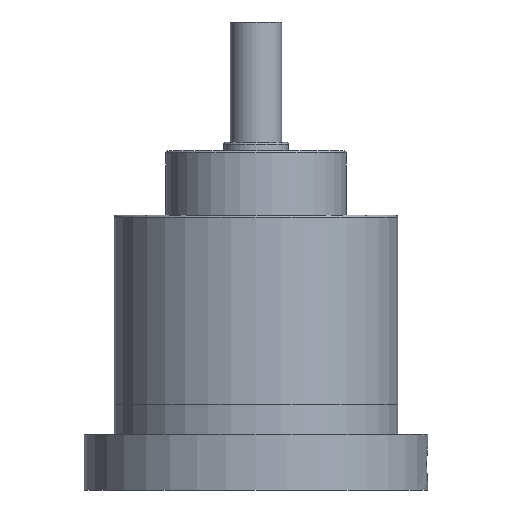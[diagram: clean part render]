
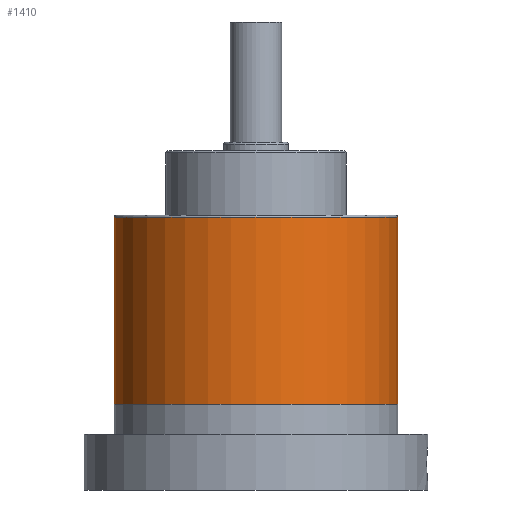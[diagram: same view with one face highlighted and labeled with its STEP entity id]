
A CAD part, front view. The second image highlights one B-rep face of the part: STEP entity #1410.
In plain terms, the highlighted cylindrical face has radius 33 mm (diameter 66 mm), a partial arc.
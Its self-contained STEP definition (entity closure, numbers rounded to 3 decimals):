
#35 = DIRECTION ( 'NONE',  ( 0., 0., 1. ) ) ;
#36 = CARTESIAN_POINT ( 'NONE',  ( 0., 0., -44. ) ) ;
#65 = DIRECTION ( 'NONE',  ( 0., 0., 1. ) ) ;
#68 = CARTESIAN_POINT ( 'NONE',  ( 33., 0., -44. ) ) ;
#175 = DIRECTION ( 'NONE',  ( 1., 0., 0. ) ) ;
#176 = DIRECTION ( 'NONE',  ( 0., 0., 1. ) ) ;
#177 = CARTESIAN_POINT ( 'NONE',  ( 0., 0., -44. ) ) ;
#365 = EDGE_LOOP ( 'NONE', ( #1672, #1660, #1663, #1722 ) ) ;
#516 = CIRCLE ( 'NONE', #542, 33. ) ;
#542 = AXIS2_PLACEMENT_3D ( 'NONE', #3029, #3028, #3027 ) ;
#798 = DIRECTION ( 'NONE',  ( 0., 0., 1. ) ) ;
#799 = CARTESIAN_POINT ( 'NONE',  ( -33., 0., -44. ) ) ;
#1405 = EDGE_CURVE ( 'NONE', #2580, #2494, #2626, .T. ) ;
#1410 = ADVANCED_FACE ( 'NONE', ( #2632 ), #2633, .T. ) ;
#1436 = EDGE_CURVE ( 'NONE', #2585, #2580, #2919, .T. ) ;
#1490 = EDGE_CURVE ( 'NONE', #2585, #2545, #2702, .T. ) ;
#1505 = EDGE_CURVE ( 'NONE', #2494, #2545, #516, .T. ) ;
#1627 = AXIS2_PLACEMENT_3D ( 'NONE', #177, #176, #175 ) ;
#1628 = VECTOR ( 'NONE', #65, 1000. ) ;
#1660 = ORIENTED_EDGE ( 'NONE', *, *, #1436, .T. ) ;
#1663 = ORIENTED_EDGE ( 'NONE', *, *, #1405, .T. ) ;
#1672 = ORIENTED_EDGE ( 'NONE', *, *, #1490, .F. ) ;
#1722 = ORIENTED_EDGE ( 'NONE', *, *, #1505, .T. ) ;
#2212 = CARTESIAN_POINT ( 'NONE',  ( 33., 0., -0.5 ) ) ;
#2263 = CARTESIAN_POINT ( 'NONE',  ( -33., 0., -0.5 ) ) ;
#2298 = CARTESIAN_POINT ( 'NONE',  ( 33., 0., -44. ) ) ;
#2303 = CARTESIAN_POINT ( 'NONE',  ( -33., 0., -44. ) ) ;
#2494 = VERTEX_POINT ( 'NONE', #2212 ) ;
#2545 = VERTEX_POINT ( 'NONE', #2263 ) ;
#2580 = VERTEX_POINT ( 'NONE', #2298 ) ;
#2585 = VERTEX_POINT ( 'NONE', #2303 ) ;
#2626 = LINE ( 'NONE', #68, #1628 ) ;
#2632 = FACE_OUTER_BOUND ( 'NONE', #365, .T. ) ;
#2633 = CYLINDRICAL_SURFACE ( 'NONE', #1627, 33. ) ;
#2702 = LINE ( 'NONE', #799, #2966 ) ;
#2919 = CIRCLE ( 'NONE', #2965, 33. ) ;
#2965 = AXIS2_PLACEMENT_3D ( 'NONE', #36, #35, #3042 ) ;
#2966 = VECTOR ( 'NONE', #798, 1000. ) ;
#3027 = DIRECTION ( 'NONE',  ( 1., 0., 0. ) ) ;
#3028 = DIRECTION ( 'NONE',  ( 0., 0., -1. ) ) ;
#3029 = CARTESIAN_POINT ( 'NONE',  ( 0., 0., -0.5 ) ) ;
#3042 = DIRECTION ( 'NONE',  ( 1., 0., 0. ) ) ;
